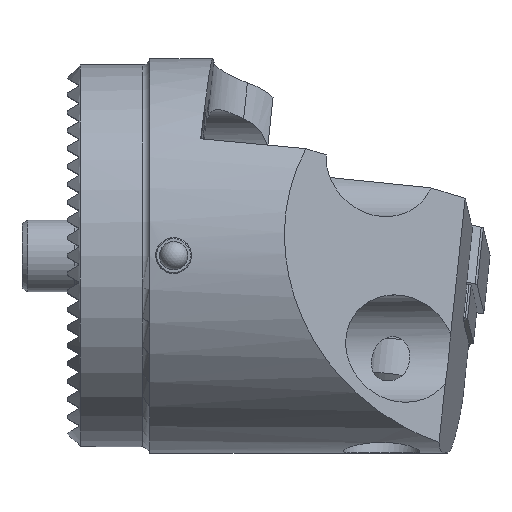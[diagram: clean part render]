
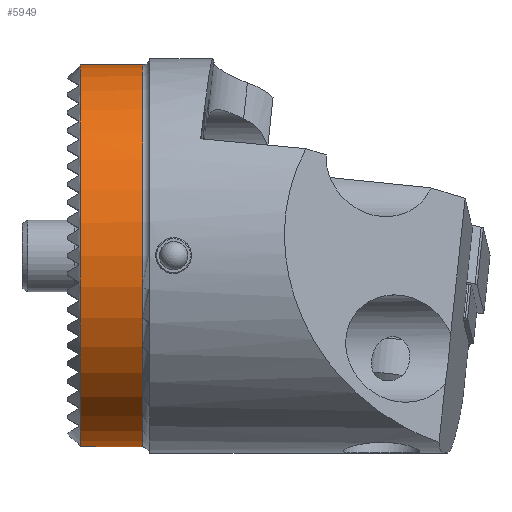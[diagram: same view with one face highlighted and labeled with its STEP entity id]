
A CAD part, top view. The second image highlights one B-rep face of the part: STEP entity #5949.
In plain terms, the highlighted cylindrical face has radius 16 mm (diameter 32 mm), a full revolution.
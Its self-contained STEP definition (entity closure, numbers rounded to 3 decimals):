
#18 = CARTESIAN_POINT ( 'NONE',  ( 5.746, -15.963, -1.1 ) ) ;
#217 = CARTESIAN_POINT ( 'NONE',  ( 5.9, -15.937, -1.414 ) ) ;
#250 = CARTESIAN_POINT ( 'NONE',  ( -0.6, 0., 0. ) ) ;
#638 = CARTESIAN_POINT ( 'NONE',  ( 3.591, -15.689, -3.141 ) ) ;
#908 = CARTESIAN_POINT ( 'NONE',  ( 4.055, -15.992, -0.51 ) ) ;
#1010 = ORIENTED_EDGE ( 'NONE', *, *, #14076, .T. ) ;
#1032 = CIRCLE ( 'NONE', #9540, 16. ) ;
#1449 = DIRECTION ( 'NONE',  ( -1., 0., 0. ) ) ;
#1802 = CARTESIAN_POINT ( 'NONE',  ( 4.916, -15.638, -3.383 ) ) ;
#1814 = CARTESIAN_POINT ( 'NONE',  ( 0.7, 0., 16. ) ) ;
#2540 = VERTEX_POINT ( 'NONE', #1814 ) ;
#2911 = VERTEX_POINT ( 'NONE', #12628 ) ;
#3561 = CARTESIAN_POINT ( 'NONE',  ( 5.9, -15.937, -1.414 ) ) ;
#4010 = CARTESIAN_POINT ( 'NONE',  ( 5.9, -15.806, -2.483 ) ) ;
#4280 = DIRECTION ( 'NONE',  ( 0., 0., 1. ) ) ;
#4364 = CARTESIAN_POINT ( 'NONE',  ( 3., -15.86, -2.122 ) ) ;
#4911 = CIRCLE ( 'NONE', #14798, 16. ) ;
#5122 = CARTESIAN_POINT ( 'NONE',  ( 5.382, -15.984, -0.728 ) ) ;
#5223 = CYLINDRICAL_SURFACE ( 'NONE', #8546, 16. ) ;
#5294 = CARTESIAN_POINT ( 'NONE',  ( 5.081, -15.99, -0.559 ) ) ;
#5348 = CARTESIAN_POINT ( 'NONE',  ( 5.08, -15.651, -3.326 ) ) ;
#5419 = DIRECTION ( 'NONE',  ( -1., 0., 0. ) ) ;
#5706 = CARTESIAN_POINT ( 'NONE',  ( 3.236, -15.961, -1.128 ) ) ;
#5762 = ORIENTED_EDGE ( 'NONE', *, *, #11140, .T. ) ;
#5949 = ADVANCED_FACE ( 'NONE', ( #10834, #8435 ), #5223, .T. ) ;
#6936 = CARTESIAN_POINT ( 'NONE',  ( 3.889, -15.99, -0.572 ) ) ;
#7543 = DIRECTION ( 'NONE',  ( -1., 0., 0. ) ) ;
#7872 = CARTESIAN_POINT ( 'NONE',  ( 4.572, -15.626, -3.438 ) ) ;
#7921 = CARTESIAN_POINT ( 'NONE',  ( 3.236, -15.759, -2.767 ) ) ;
#8435 = FACE_OUTER_BOUND ( 'NONE', #12633, .T. ) ;
#8546 = AXIS2_PLACEMENT_3D ( 'NONE', #250, #7543, #14882 ) ;
#8634 = CARTESIAN_POINT ( 'NONE',  ( 4.572, -15.994, -0.444 ) ) ;
#8715 = DIRECTION ( 'NONE',  ( 0., 0., 1. ) ) ;
#9041 = CARTESIAN_POINT ( 'NONE',  ( 5.748, -15.755, -2.791 ) ) ;
#9131 = CARTESIAN_POINT ( 'NONE',  ( 3.149, -15.785, -2.617 ) ) ;
#9440 = CARTESIAN_POINT ( 'NONE',  ( 3.03, -15.92, -1.605 ) ) ;
#9540 = AXIS2_PLACEMENT_3D ( 'NONE', #14970, #5419, #4280 ) ;
#9849 = CARTESIAN_POINT ( 'NONE',  ( 0.7, 0., 0. ) ) ;
#9951 = B_SPLINE_CURVE_WITH_KNOTS ( 'NONE', 3,
 ( #4010, #11499, #9041, #12592, #13838, #5348, #1802, #7872, #10219, #15067, #11387, #638, #13896, #7921, #9131, #10332, #4364, #13947, #9440, #10436, #5706, #10489, #14111, #6936, #908, #11747, #8634, #15373, #5294, #5122, #13543, #18, #13413, #3561 ),
 .UNSPECIFIED., .F., .F.,
 ( 4, 2, 2, 2, 2, 2, 2, 2, 2, 2, 2, 2, 2, 2, 2, 2, 4 ),
 ( 0., 0.001, 0.001, 0.002, 0.002, 0.003, 0.003, 0.004, 0.004, 0.005, 0.005, 0.006, 0.006, 0.007, 0.007, 0.008, 0.008 ),
 .UNSPECIFIED. ) ;
#10219 = CARTESIAN_POINT ( 'NONE',  ( 4.397, -15.627, -3.437 ) ) ;
#10332 = CARTESIAN_POINT ( 'NONE',  ( 3.03, -15.836, -2.294 ) ) ;
#10436 = CARTESIAN_POINT ( 'NONE',  ( 3.148, -15.949, -1.281 ) ) ;
#10489 = CARTESIAN_POINT ( 'NONE',  ( 3.457, -15.977, -0.862 ) ) ;
#10834 = FACE_OUTER_BOUND ( 'NONE', #13535, .T. ) ;
#11140 = EDGE_CURVE ( 'NONE', #2911, #14987, #9951, .T. ) ;
#11387 = CARTESIAN_POINT ( 'NONE',  ( 3.891, -15.653, -3.314 ) ) ;
#11499 = CARTESIAN_POINT ( 'NONE',  ( 5.837, -15.781, -2.645 ) ) ;
#11599 = EDGE_CURVE ( 'NONE', #2540, #2540, #4911, .T. ) ;
#11747 = CARTESIAN_POINT ( 'NONE',  ( 4.395, -15.994, -0.446 ) ) ;
#12592 = CARTESIAN_POINT ( 'NONE',  ( 5.519, -15.707, -3.051 ) ) ;
#12628 = CARTESIAN_POINT ( 'NONE',  ( 5.9, -15.806, -2.483 ) ) ;
#12633 = EDGE_LOOP ( 'NONE', ( #1010, #5762 ) ) ;
#13413 = CARTESIAN_POINT ( 'NONE',  ( 5.837, -15.952, -1.251 ) ) ;
#13535 = EDGE_LOOP ( 'NONE', ( #15286 ) ) ;
#13543 = CARTESIAN_POINT ( 'NONE',  ( 5.52, -15.978, -0.84 ) ) ;
#13838 = CARTESIAN_POINT ( 'NONE',  ( 5.385, -15.685, -3.159 ) ) ;
#13896 = CARTESIAN_POINT ( 'NONE',  ( 3.458, -15.711, -3.03 ) ) ;
#13947 = CARTESIAN_POINT ( 'NONE',  ( 3., -15.902, -1.778 ) ) ;
#14076 = EDGE_CURVE ( 'NONE', #14987, #2911, #1032, .T. ) ;
#14111 = CARTESIAN_POINT ( 'NONE',  ( 3.591, -15.983, -0.747 ) ) ;
#14798 = AXIS2_PLACEMENT_3D ( 'NONE', #9849, #1449, #8715 ) ;
#14882 = DIRECTION ( 'NONE',  ( 0., 0., 1. ) ) ;
#14970 = CARTESIAN_POINT ( 'NONE',  ( 5.9, 0., 0. ) ) ;
#14987 = VERTEX_POINT ( 'NONE', #217 ) ;
#15067 = CARTESIAN_POINT ( 'NONE',  ( 4.055, -15.64, -3.374 ) ) ;
#15286 = ORIENTED_EDGE ( 'NONE', *, *, #11599, .F. ) ;
#15373 = CARTESIAN_POINT ( 'NONE',  ( 4.913, -15.992, -0.5 ) ) ;
